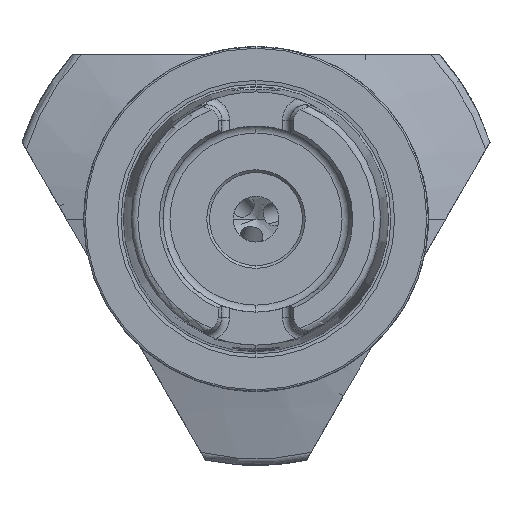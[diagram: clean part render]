
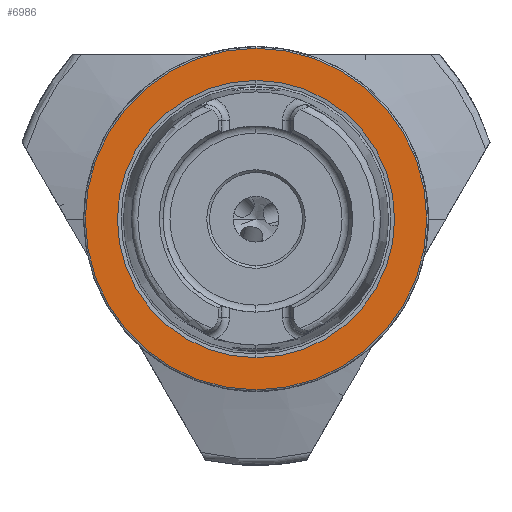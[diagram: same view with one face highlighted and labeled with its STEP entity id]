
A CAD part, left-side view. The second image highlights one B-rep face of the part: STEP entity #6986.
In plain terms, the highlighted planar face has unit normal (-1, 0, 0).
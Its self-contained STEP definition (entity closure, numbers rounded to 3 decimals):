
#929 = VERTEX_POINT ( 'NONE', #7159 ) ;
#1145 = CIRCLE ( 'NONE', #4281, 31.2 ) ;
#1217 = CARTESIAN_POINT ( 'NONE',  ( 0., 0., 0. ) ) ;
#1221 = VERTEX_POINT ( 'NONE', #7945 ) ;
#1237 = PLANE ( 'NONE',  #10643 ) ;
#1724 = AXIS2_PLACEMENT_3D ( 'NONE', #7191, #2848, #1983 ) ;
#1727 = ORIENTED_EDGE ( 'NONE', *, *, #6488, .T. ) ;
#1983 = DIRECTION ( 'NONE',  ( 0., 0., 1. ) ) ;
#2098 = CIRCLE ( 'NONE', #1724, 31.2 ) ;
#2386 = FACE_BOUND ( 'NONE', #9695, .T. ) ;
#2593 = DIRECTION ( 'NONE',  ( 0., 0., 1. ) ) ;
#2848 = DIRECTION ( 'NONE',  ( -1., 0., 0. ) ) ;
#3128 = CIRCLE ( 'NONE', #3688, 25.324 ) ;
#3453 = CARTESIAN_POINT ( 'NONE',  ( 0., 0., 0. ) ) ;
#3688 = AXIS2_PLACEMENT_3D ( 'NONE', #1217, #9323, #8576 ) ;
#3930 = DIRECTION ( 'NONE',  ( 1., 0., 0. ) ) ;
#3931 = EDGE_CURVE ( 'NONE', #1221, #6415, #3128, .T. ) ;
#4186 = CARTESIAN_POINT ( 'NONE',  ( 0., 0., -31.2 ) ) ;
#4281 = AXIS2_PLACEMENT_3D ( 'NONE', #5032, #10975, #5834 ) ;
#5032 = CARTESIAN_POINT ( 'NONE',  ( 0., 0., 0. ) ) ;
#5178 = VERTEX_POINT ( 'NONE', #4186 ) ;
#5252 = EDGE_LOOP ( 'NONE', ( #5411, #1727 ) ) ;
#5411 = ORIENTED_EDGE ( 'NONE', *, *, #8614, .T. ) ;
#5416 = CIRCLE ( 'NONE', #6328, 25.324 ) ;
#5834 = DIRECTION ( 'NONE',  ( 0., 0., 1. ) ) ;
#6307 = ORIENTED_EDGE ( 'NONE', *, *, #3931, .F. ) ;
#6328 = AXIS2_PLACEMENT_3D ( 'NONE', #3453, #11279, #2593 ) ;
#6415 = VERTEX_POINT ( 'NONE', #8328 ) ;
#6488 = EDGE_CURVE ( 'NONE', #5178, #929, #1145, .T. ) ;
#6986 = ADVANCED_FACE ( 'NONE', ( #2386, #8209 ), #1237, .F. ) ;
#7159 = CARTESIAN_POINT ( 'NONE',  ( 0., 0., 31.2 ) ) ;
#7191 = CARTESIAN_POINT ( 'NONE',  ( 0., 0., 0. ) ) ;
#7355 = CARTESIAN_POINT ( 'NONE',  ( 0., 31.2, 0. ) ) ;
#7945 = CARTESIAN_POINT ( 'NONE',  ( 0., 0., -25.324 ) ) ;
#8209 = FACE_OUTER_BOUND ( 'NONE', #5252, .T. ) ;
#8328 = CARTESIAN_POINT ( 'NONE',  ( 0., 0., 25.324 ) ) ;
#8576 = DIRECTION ( 'NONE',  ( 0., 0., 1. ) ) ;
#8614 = EDGE_CURVE ( 'NONE', #929, #5178, #2098, .T. ) ;
#9323 = DIRECTION ( 'NONE',  ( -1., 0., 0. ) ) ;
#9695 = EDGE_LOOP ( 'NONE', ( #10545, #6307 ) ) ;
#10203 = EDGE_CURVE ( 'NONE', #6415, #1221, #5416, .T. ) ;
#10213 = DIRECTION ( 'NONE',  ( 0., 0., -1. ) ) ;
#10545 = ORIENTED_EDGE ( 'NONE', *, *, #10203, .F. ) ;
#10643 = AXIS2_PLACEMENT_3D ( 'NONE', #7355, #3930, #10213 ) ;
#10975 = DIRECTION ( 'NONE',  ( -1., 0., 0. ) ) ;
#11279 = DIRECTION ( 'NONE',  ( -1., 0., 0. ) ) ;
